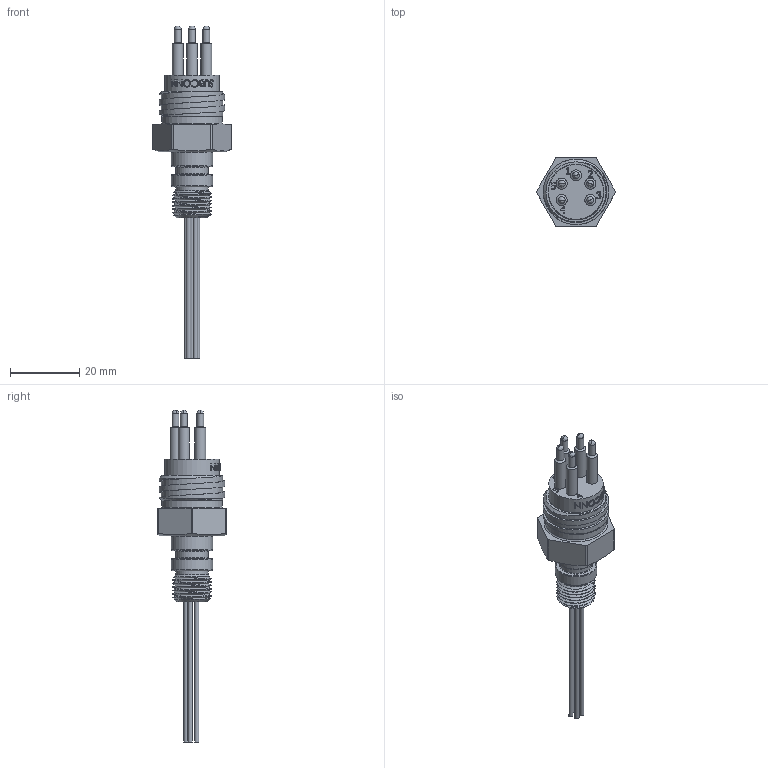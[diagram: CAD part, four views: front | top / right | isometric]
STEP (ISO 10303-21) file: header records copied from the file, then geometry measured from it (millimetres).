
FILE_DESCRIPTION(/* description */ (''),/* implementation_level */ '2;1');
FILE_NAME(/* name */ 'MCBH5M 2 O-ring 20mm Hex.stp',/* time_stamp */ '2014-11-26T13:30:28+01:00',/* author */ ('sh'),/* organization */ (''),/* preprocessor_version */ 'ST-DEVELOPER v15.2',/* originating_system */ 'Autodesk Inventor 2014',/* authorisation */ '');
FILE_SCHEMA (('AUTOMOTIVE_DESIGN { 1 0 10303 214 3 1 1 }'));
Length unit declared in the file: millimetre
Products named in the file (1): MCBH5M 2 O-ring 20mm Hex
Bounding box: 22.87 x 19.94 x 95.96 mm (x, y, z)
Volume: 8180.3 mm3; surface area: 8031.2 mm2
Topology: 12 solids, 12 shells, 328 faces, 825 edges, 550 vertices
Faces by surface type: plane 127, bspline 114, cylinder 55, cone 19, torus 13
Full cylindrical faces by diameter (mm): 1.27 x5, 1.321 x5, 1.981 x5, 1.986 x5, 3.175 x5, 5.537 x1, 7.264 x1, 9.322 x1, 9.398 x1, 11.918 x2, 13.5 x1, 15.875 x1, 15.9 x1, 17.628 x1, 17.971 x1
Entity records: 18156 total; most frequent: CARTESIAN_POINT 11009, ORIENTED_EDGE 1458, DIRECTION 1093, EDGE_CURVE 729, VERTEX_POINT 521, EDGE_LOOP 426, AXIS2_PLACEMENT_3D 388, STYLED_ITEM 329
